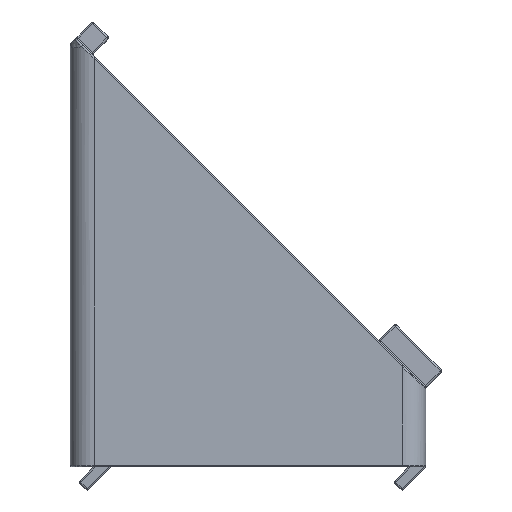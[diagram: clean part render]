
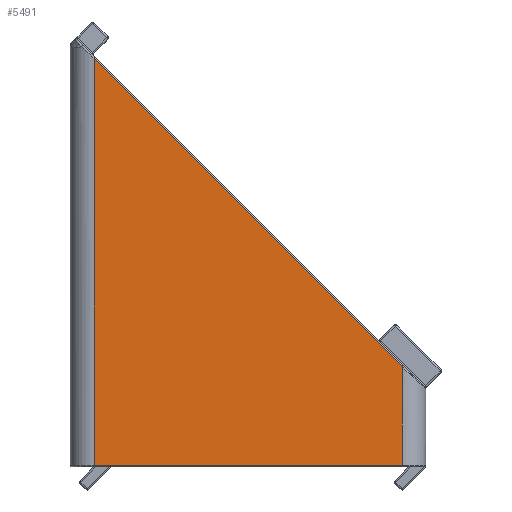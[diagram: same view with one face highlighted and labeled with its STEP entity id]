
A CAD part, left-side view. The second image highlights one B-rep face of the part: STEP entity #5491.
In plain terms, the highlighted planar face has unit normal (-1, 0, 0).
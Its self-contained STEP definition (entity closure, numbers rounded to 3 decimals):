
#220 = CARTESIAN_POINT ( 'NONE',  ( -22.5, 19.5, 51.717 ) ) ;
#288 = ORIENTED_EDGE ( 'NONE', *, *, #9981, .F. ) ;
#558 = VECTOR ( 'NONE', #8272, 1000. ) ;
#569 = VERTEX_POINT ( 'NONE', #8979 ) ;
#574 = DIRECTION ( 'NONE',  ( 0., 0., -1. ) ) ;
#593 = PLANE ( 'NONE',  #8916 ) ;
#613 = CARTESIAN_POINT ( 'NONE',  ( -22.5, 19.5, 55. ) ) ;
#981 = EDGE_CURVE ( 'NONE', #6400, #569, #9861, .T. ) ;
#1037 = DIRECTION ( 'NONE',  ( 1., 0., 0. ) ) ;
#1160 = ORIENTED_EDGE ( 'NONE', *, *, #981, .F. ) ;
#2828 = EDGE_CURVE ( 'NONE', #10146, #6996, #4118, .T. ) ;
#4118 = LINE ( 'NONE', #220, #4578 ) ;
#4578 = VECTOR ( 'NONE', #6532, 1000. ) ;
#5056 = VECTOR ( 'NONE', #7249, 1000. ) ;
#5141 = ORIENTED_EDGE ( 'NONE', *, *, #2828, .F. ) ;
#5431 = CARTESIAN_POINT ( 'NONE',  ( -22.5, -19.5, 12.717 ) ) ;
#5478 = EDGE_LOOP ( 'NONE', ( #5141, #288, #1160, #6364 ) ) ;
#5491 = ADVANCED_FACE ( 'NONE', ( #9616 ), #593, .F. ) ;
#6364 = ORIENTED_EDGE ( 'NONE', *, *, #10119, .F. ) ;
#6400 = VERTEX_POINT ( 'NONE', #9525 ) ;
#6532 = DIRECTION ( 'NONE',  ( 0., -0.707, -0.707 ) ) ;
#6996 = VERTEX_POINT ( 'NONE', #5431 ) ;
#7094 = LINE ( 'NONE', #9575, #7850 ) ;
#7249 = DIRECTION ( 'NONE',  ( 0., 1., 0. ) ) ;
#7343 = CARTESIAN_POINT ( 'NONE',  ( -22.5, 19.5, 0.2 ) ) ;
#7850 = VECTOR ( 'NONE', #9318, 1000. ) ;
#8186 = CARTESIAN_POINT ( 'NONE',  ( -22.5, 19.5, 51.717 ) ) ;
#8272 = DIRECTION ( 'NONE',  ( 0., 0., -1. ) ) ;
#8356 = CARTESIAN_POINT ( 'NONE',  ( -22.5, -19.5, 55. ) ) ;
#8552 = LINE ( 'NONE', #8356, #558 ) ;
#8916 = AXIS2_PLACEMENT_3D ( 'NONE', #613, #1037, #574 ) ;
#8979 = CARTESIAN_POINT ( 'NONE',  ( -22.5, 19.5, 0.2 ) ) ;
#9318 = DIRECTION ( 'NONE',  ( 0., 0., 1. ) ) ;
#9525 = CARTESIAN_POINT ( 'NONE',  ( -22.5, -19.5, 0.2 ) ) ;
#9575 = CARTESIAN_POINT ( 'NONE',  ( -22.5, 19.5, 55. ) ) ;
#9616 = FACE_OUTER_BOUND ( 'NONE', #5478, .T. ) ;
#9861 = LINE ( 'NONE', #7343, #5056 ) ;
#9981 = EDGE_CURVE ( 'NONE', #569, #10146, #7094, .T. ) ;
#10119 = EDGE_CURVE ( 'NONE', #6996, #6400, #8552, .T. ) ;
#10146 = VERTEX_POINT ( 'NONE', #8186 ) ;
